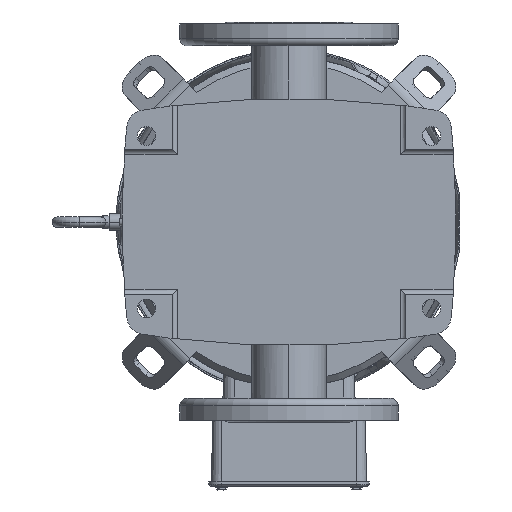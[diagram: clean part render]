
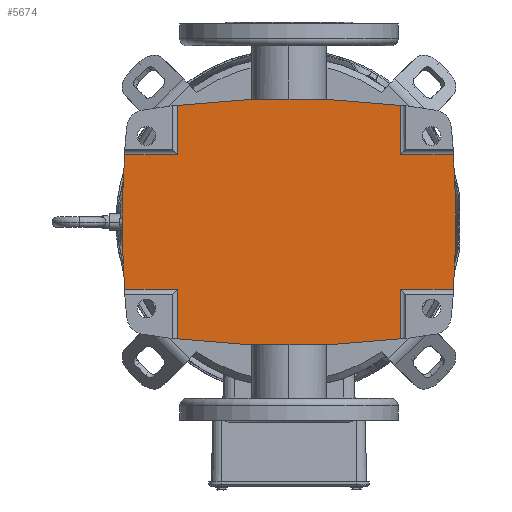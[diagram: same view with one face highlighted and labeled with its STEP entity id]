
A CAD part, front view. The second image highlights one B-rep face of the part: STEP entity #5674.
In plain terms, the highlighted planar face has unit normal (0, -1, 0).
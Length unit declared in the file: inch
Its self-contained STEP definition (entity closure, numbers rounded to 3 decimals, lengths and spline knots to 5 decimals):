
#78 = AXIS2_PLACEMENT_3D ( 'NONE', #5022, #53057, #40717 ) ;
#568 = CARTESIAN_POINT ( 'NONE',  ( 1.99928, 0.19685, -3.31346 ) ) ;
#708 = VERTEX_POINT ( 'NONE', #15387 ) ;
#1445 = CARTESIAN_POINT ( 'NONE',  ( 3.46496, 0.19685, -3.31346 ) ) ;
#1788 = LINE ( 'NONE', #74125, #28861 ) ;
#1980 = ORIENTED_EDGE ( 'NONE', *, *, #37878, .F. ) ;
#2135 = ORIENTED_EDGE ( 'NONE', *, *, #57369, .T. ) ;
#2989 = CARTESIAN_POINT ( 'NONE',  ( 1.99928, 0.19685, -4.87898 ) ) ;
#3355 = AXIS2_PLACEMENT_3D ( 'NONE', #11412, #23150, #35098 ) ;
#4092 = ORIENTED_EDGE ( 'NONE', *, *, #33912, .F. ) ;
#5022 = CARTESIAN_POINT ( 'NONE',  ( 0., 0.19685, -23.10236 ) ) ;
#5674 = ADVANCED_FACE ( 'NONE', ( #41549 ), #10388, .F. ) ;
#6240 = AXIS2_PLACEMENT_3D ( 'NONE', #34518, #22828, #17332 ) ;
#9283 = DIRECTION ( 'NONE',  ( 0., 0., 1. ) ) ;
#10255 = LINE ( 'NONE', #57014, #60707 ) ;
#10388 = PLANE ( 'NONE',  #3355 ) ;
#11412 = CARTESIAN_POINT ( 'NONE',  ( -1.99928, 0.19685, -6.87992 ) ) ;
#11474 = AXIS2_PLACEMENT_3D ( 'NONE', #19065, #36491, #66901 ) ;
#12192 = EDGE_CURVE ( 'NONE', #42766, #34713, #10255, .T. ) ;
#12308 = EDGE_CURVE ( 'NONE', #48540, #40601, #21411, .T. ) ;
#12760 = ORIENTED_EDGE ( 'NONE', *, *, #12192, .T. ) ;
#13376 = CARTESIAN_POINT ( 'NONE',  ( -3.46496, 0.19685, 3.31346 ) ) ;
#14410 = LINE ( 'NONE', #58103, #73325 ) ;
#14727 = CARTESIAN_POINT ( 'NONE',  ( -4.59646, 0.19685, -3.31346 ) ) ;
#15387 = CARTESIAN_POINT ( 'NONE',  ( 3.46496, 0.19685, 3.31346 ) ) ;
#15768 = DIRECTION ( 'NONE',  ( 1., 0., 0. ) ) ;
#17332 = DIRECTION ( 'NONE',  ( 0., 0., 1. ) ) ;
#17758 = CARTESIAN_POINT ( 'NONE',  ( -1.99928, 0.19685, -3.31346 ) ) ;
#19065 = CARTESIAN_POINT ( 'NONE',  ( -23.10236, 0.19685, 0. ) ) ;
#19350 = EDGE_CURVE ( 'NONE', #45604, #74933, #53559, .T. ) ;
#19666 = LINE ( 'NONE', #66189, #65498 ) ;
#19797 = EDGE_CURVE ( 'NONE', #21678, #42766, #35658, .T. ) ;
#20634 = CARTESIAN_POINT ( 'NONE',  ( -1.99928, 0.19685, -4.87898 ) ) ;
#21210 = ORIENTED_EDGE ( 'NONE', *, *, #19350, .F. ) ;
#21327 = DIRECTION ( 'NONE',  ( 0., 0., 1. ) ) ;
#21411 = CIRCLE ( 'NONE', #78, 28.05268 ) ;
#21678 = VERTEX_POINT ( 'NONE', #13376 ) ;
#21744 = DIRECTION ( 'NONE',  ( 0., 0., 1. ) ) ;
#22621 = ORIENTED_EDGE ( 'NONE', *, *, #26561, .T. ) ;
#22828 = DIRECTION ( 'NONE',  ( 0., -1., 0. ) ) ;
#23150 = DIRECTION ( 'NONE',  ( 0., 1., 0. ) ) ;
#23586 = EDGE_CURVE ( 'NONE', #74933, #32841, #36928, .T. ) ;
#24057 = CARTESIAN_POINT ( 'NONE',  ( 0., 0.19685, 4.95031 ) ) ;
#26411 = ORIENTED_EDGE ( 'NONE', *, *, #23586, .F. ) ;
#26561 = EDGE_CURVE ( 'NONE', #45604, #62848, #67656, .T. ) ;
#27849 = CARTESIAN_POINT ( 'NONE',  ( 0., 0.19685, 23.10236 ) ) ;
#28027 = CARTESIAN_POINT ( 'NONE',  ( -1.99928, 0.19685, 3.31346 ) ) ;
#28062 = CIRCLE ( 'NONE', #6240, 28.05268 ) ;
#28441 = VECTOR ( 'NONE', #15768, 39.37008 ) ;
#28861 = VECTOR ( 'NONE', #38227, 39.37008 ) ;
#28980 = EDGE_CURVE ( 'NONE', #40601, #75217, #28062, .T. ) ;
#29334 = LINE ( 'NONE', #14727, #28441 ) ;
#29592 = ORIENTED_EDGE ( 'NONE', *, *, #34937, .F. ) ;
#30342 = ORIENTED_EDGE ( 'NONE', *, *, #19797, .T. ) ;
#32138 = DIRECTION ( 'NONE',  ( 1., 0., 0. ) ) ;
#32502 = LINE ( 'NONE', #48323, #58742 ) ;
#32730 = DIRECTION ( 'NONE',  ( 1., 0., 0. ) ) ;
#32841 = VERTEX_POINT ( 'NONE', #20634 ) ;
#33291 = EDGE_CURVE ( 'NONE', #55759, #75217, #1788, .T. ) ;
#33723 = CARTESIAN_POINT ( 'NONE',  ( 23.10236, 0.19685, 0. ) ) ;
#33912 = EDGE_CURVE ( 'NONE', #57351, #708, #32502, .T. ) ;
#34518 = CARTESIAN_POINT ( 'NONE',  ( 0., 0.19685, -23.10236 ) ) ;
#34713 = VERTEX_POINT ( 'NONE', #17758 ) ;
#34937 = EDGE_CURVE ( 'NONE', #708, #62562, #35193, .T. ) ;
#35098 = DIRECTION ( 'NONE',  ( 0., 0., 1. ) ) ;
#35193 = CIRCLE ( 'NONE', #11474, 26.77315 ) ;
#35658 = CIRCLE ( 'NONE', #47792, 26.77315 ) ;
#36491 = DIRECTION ( 'NONE',  ( 0., 1., 0. ) ) ;
#36928 = CIRCLE ( 'NONE', #44462, 28.05268 ) ;
#37878 = EDGE_CURVE ( 'NONE', #32841, #34713, #14410, .T. ) ;
#38227 = DIRECTION ( 'NONE',  ( 0., 0., 1. ) ) ;
#39902 = EDGE_CURVE ( 'NONE', #21678, #55759, #42281, .T. ) ;
#40601 = VERTEX_POINT ( 'NONE', #24057 ) ;
#40717 = DIRECTION ( 'NONE',  ( 0., 0., 1. ) ) ;
#41549 = FACE_OUTER_BOUND ( 'NONE', #43292, .T. ) ;
#41861 = ORIENTED_EDGE ( 'NONE', *, *, #12308, .T. ) ;
#42077 = DIRECTION ( 'NONE',  ( 0., 0., 1. ) ) ;
#42281 = LINE ( 'NONE', #56829, #47894 ) ;
#42766 = VERTEX_POINT ( 'NONE', #58728 ) ;
#43079 = CARTESIAN_POINT ( 'NONE',  ( 1.99928, 0.19685, 4.87898 ) ) ;
#43292 = EDGE_LOOP ( 'NONE', ( #57681, #70661, #30342, #12760, #1980, #26411, #21210, #22621, #2135, #29592, #4092, #55068, #41861, #51808 ) ) ;
#44462 = AXIS2_PLACEMENT_3D ( 'NONE', #76134, #58330, #47023 ) ;
#45513 = DIRECTION ( 'NONE',  ( 0., -1., 0. ) ) ;
#45604 = VERTEX_POINT ( 'NONE', #2989 ) ;
#47023 = DIRECTION ( 'NONE',  ( 0., 0., 1. ) ) ;
#47792 = AXIS2_PLACEMENT_3D ( 'NONE', #33723, #45513, #9283 ) ;
#47894 = VECTOR ( 'NONE', #32730, 39.37008 ) ;
#48323 = CARTESIAN_POINT ( 'NONE',  ( -4.59646, 0.19685, 3.31346 ) ) ;
#48540 = VERTEX_POINT ( 'NONE', #43079 ) ;
#50495 = CARTESIAN_POINT ( 'NONE',  ( 1.99928, 0.19685, 3.31346 ) ) ;
#51808 = ORIENTED_EDGE ( 'NONE', *, *, #28980, .T. ) ;
#53057 = DIRECTION ( 'NONE',  ( 0., -1., 0. ) ) ;
#53120 = CARTESIAN_POINT ( 'NONE',  ( -1.99928, 0.19685, 4.87898 ) ) ;
#53559 = CIRCLE ( 'NONE', #64931, 28.05268 ) ;
#54378 = DIRECTION ( 'NONE',  ( 1., 0., 0. ) ) ;
#55068 = ORIENTED_EDGE ( 'NONE', *, *, #75936, .T. ) ;
#55759 = VERTEX_POINT ( 'NONE', #28027 ) ;
#56829 = CARTESIAN_POINT ( 'NONE',  ( -4.59646, 0.19685, 3.31346 ) ) ;
#57014 = CARTESIAN_POINT ( 'NONE',  ( -4.59646, 0.19685, -3.31346 ) ) ;
#57351 = VERTEX_POINT ( 'NONE', #50495 ) ;
#57369 = EDGE_CURVE ( 'NONE', #62848, #62562, #29334, .T. ) ;
#57681 = ORIENTED_EDGE ( 'NONE', *, *, #33291, .F. ) ;
#58103 = CARTESIAN_POINT ( 'NONE',  ( -1.99928, 0.19685, -6.87992 ) ) ;
#58330 = DIRECTION ( 'NONE',  ( 0., 1., 0. ) ) ;
#58728 = CARTESIAN_POINT ( 'NONE',  ( -3.46496, 0.19685, -3.31346 ) ) ;
#58742 = VECTOR ( 'NONE', #54378, 39.37008 ) ;
#58888 = DIRECTION ( 'NONE',  ( 0., 0., 1. ) ) ;
#60707 = VECTOR ( 'NONE', #32138, 39.37008 ) ;
#61112 = VECTOR ( 'NONE', #21744, 39.37008 ) ;
#62562 = VERTEX_POINT ( 'NONE', #1445 ) ;
#62848 = VERTEX_POINT ( 'NONE', #568 ) ;
#64931 = AXIS2_PLACEMENT_3D ( 'NONE', #27849, #69445, #21327 ) ;
#65498 = VECTOR ( 'NONE', #42077, 39.37008 ) ;
#66189 = CARTESIAN_POINT ( 'NONE',  ( 1.99928, 0.19685, -6.87992 ) ) ;
#66901 = DIRECTION ( 'NONE',  ( 0., 0., 1. ) ) ;
#67656 = LINE ( 'NONE', #70366, #61112 ) ;
#68626 = CARTESIAN_POINT ( 'NONE',  ( 0., 0.19685, -4.95031 ) ) ;
#69445 = DIRECTION ( 'NONE',  ( 0., 1., 0. ) ) ;
#70366 = CARTESIAN_POINT ( 'NONE',  ( 1.99928, 0.19685, -6.87992 ) ) ;
#70661 = ORIENTED_EDGE ( 'NONE', *, *, #39902, .F. ) ;
#73325 = VECTOR ( 'NONE', #58888, 39.37008 ) ;
#74125 = CARTESIAN_POINT ( 'NONE',  ( -1.99928, 0.19685, -6.87992 ) ) ;
#74933 = VERTEX_POINT ( 'NONE', #68626 ) ;
#75217 = VERTEX_POINT ( 'NONE', #53120 ) ;
#75936 = EDGE_CURVE ( 'NONE', #57351, #48540, #19666, .T. ) ;
#76134 = CARTESIAN_POINT ( 'NONE',  ( 0., 0.19685, 23.10236 ) ) ;
